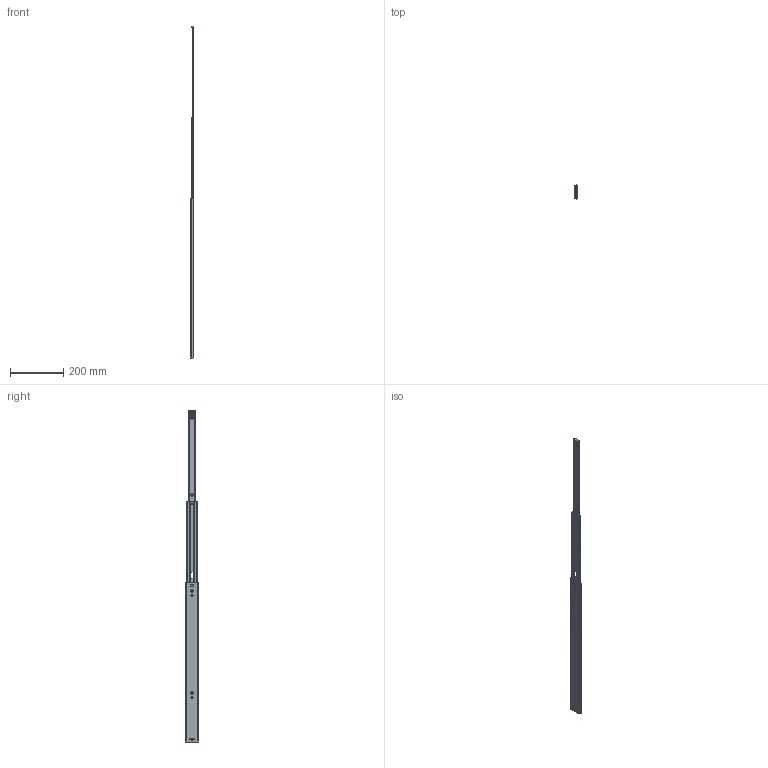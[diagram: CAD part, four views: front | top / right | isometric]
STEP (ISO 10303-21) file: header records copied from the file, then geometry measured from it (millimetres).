
FILE_DESCRIPTION(/* description */ ('Überauszug Serie 036 600x650'),/* implementation_level */ '2;1');
FILE_NAME(/* name */ '07000059007.stp',/* time_stamp */ '2020-06-22T09:44:37+02:00',/* author */ ('Dennis Bruder'),/* organization */ (''),/* preprocessor_version */ 'ST-DEVELOPER v18',/* originating_system */ 'Autodesk Inventor 2020',/* authorisation */ '');
FILE_SCHEMA (('AUTOMOTIVE_DESIGN { 1 0 10303 214 3 1 1 }'));
Products named in the file (1): 07000059007
Bounding box: 14.7 x 52.5 x 1250 mm (x, y, z)
Volume: 177485.5 mm3; surface area: 266549 mm2
Topology: 79 solids, 79 shells, 3838 faces, 11559 edges, 7629 vertices
Faces by surface type: plane 1721, cylinder 897, cone 570, bspline 306, torus 274, sphere 70
Full cylindrical faces by diameter (mm): 1 x8, 1.5 x2, 3.5 x2, 4.5 x6, 4.6 x7, 5 x4, 5.5 x1, 5.9 x3, 6 x2, 8 x3, 8.2 x1
Entity records: 155332 total; most frequent: CARTESIAN_POINT 53579, ORIENTED_EDGE 22834, DIRECTION 17994, EDGE_CURVE 11417, VERTEX_POINT 7629, AXIS2_PLACEMENT_3D 6324, LINE 5346, VECTOR 5346
